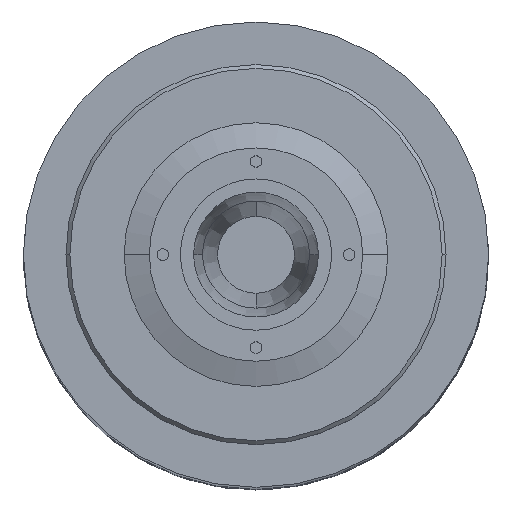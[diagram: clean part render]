
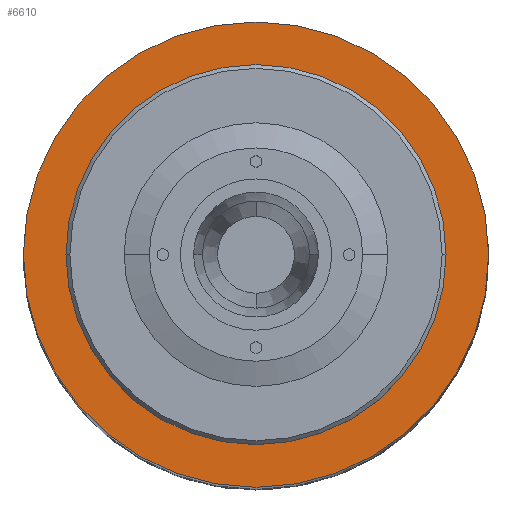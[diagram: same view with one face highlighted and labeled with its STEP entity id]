
A CAD part, top view. The second image highlights one B-rep face of the part: STEP entity #6610.
In plain terms, the highlighted planar face has unit normal (0, 0, 1).
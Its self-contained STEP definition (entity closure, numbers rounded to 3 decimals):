
#122 = DIRECTION ( 'NONE',  ( 1., 0., 0. ) ) ;
#216 = VERTEX_POINT ( 'NONE', #6411 ) ;
#330 = VERTEX_POINT ( 'NONE', #5890 ) ;
#499 = DIRECTION ( 'NONE',  ( 1., 0., 0. ) ) ;
#529 = DIRECTION ( 'NONE',  ( 0., 0., 1. ) ) ;
#809 = FACE_OUTER_BOUND ( 'NONE', #1444, .T. ) ;
#1024 = EDGE_CURVE ( 'NONE', #2807, #216, #2062, .T. ) ;
#1105 = DIRECTION ( 'NONE',  ( 0., 0., 1. ) ) ;
#1297 = ORIENTED_EDGE ( 'NONE', *, *, #4570, .T. ) ;
#1336 = EDGE_LOOP ( 'NONE', ( #6392, #1501 ) ) ;
#1367 = VERTEX_POINT ( 'NONE', #2331 ) ;
#1413 = EDGE_CURVE ( 'NONE', #216, #2807, #2232, .T. ) ;
#1444 = EDGE_LOOP ( 'NONE', ( #4583, #1297 ) ) ;
#1501 = ORIENTED_EDGE ( 'NONE', *, *, #1024, .F. ) ;
#1967 = DIRECTION ( 'NONE',  ( 0., 0., 1. ) ) ;
#2032 = CIRCLE ( 'NONE', #6164, 60. ) ;
#2062 = CIRCLE ( 'NONE', #5656, 13.793 ) ;
#2232 = CIRCLE ( 'NONE', #5798, 13.793 ) ;
#2331 = CARTESIAN_POINT ( 'NONE',  ( -60., 0., 244.5 ) ) ;
#2464 = PLANE ( 'NONE',  #5766 ) ;
#2489 = DIRECTION ( 'NONE',  ( 1., 0., 0. ) ) ;
#2558 = AXIS2_PLACEMENT_3D ( 'NONE', #5457, #1967, #2489 ) ;
#2807 = VERTEX_POINT ( 'NONE', #4269 ) ;
#2837 = CARTESIAN_POINT ( 'NONE',  ( 0., 0., 244.5 ) ) ;
#3042 = DIRECTION ( 'NONE',  ( 0., 0., 1. ) ) ;
#3934 = DIRECTION ( 'NONE',  ( 1., 0., 0. ) ) ;
#4269 = CARTESIAN_POINT ( 'NONE',  ( 0., 13.793, 244.5 ) ) ;
#4310 = EDGE_CURVE ( 'NONE', #1367, #330, #2032, .T. ) ;
#4570 = EDGE_CURVE ( 'NONE', #330, #1367, #5945, .T. ) ;
#4583 = ORIENTED_EDGE ( 'NONE', *, *, #4310, .T. ) ;
#4592 = DIRECTION ( 'NONE',  ( 0., 0., 1. ) ) ;
#4632 = CARTESIAN_POINT ( 'NONE',  ( 0., 0., 244.5 ) ) ;
#4665 = CARTESIAN_POINT ( 'NONE',  ( 0., 0., 244.5 ) ) ;
#5457 = CARTESIAN_POINT ( 'NONE',  ( 0., 0., 244.5 ) ) ;
#5656 = AXIS2_PLACEMENT_3D ( 'NONE', #4665, #4592, #6880 ) ;
#5766 = AXIS2_PLACEMENT_3D ( 'NONE', #6527, #3042, #122 ) ;
#5798 = AXIS2_PLACEMENT_3D ( 'NONE', #2837, #529, #499 ) ;
#5890 = CARTESIAN_POINT ( 'NONE',  ( 60., 0., 244.5 ) ) ;
#5945 = CIRCLE ( 'NONE', #2558, 60. ) ;
#6164 = AXIS2_PLACEMENT_3D ( 'NONE', #4632, #1105, #3934 ) ;
#6392 = ORIENTED_EDGE ( 'NONE', *, *, #1413, .F. ) ;
#6411 = CARTESIAN_POINT ( 'NONE',  ( 0., -13.793, 244.5 ) ) ;
#6527 = CARTESIAN_POINT ( 'NONE',  ( 0., 0., 244.5 ) ) ;
#6610 = ADVANCED_FACE ( 'NONE', ( #7466, #809 ), #2464, .T. ) ;
#6880 = DIRECTION ( 'NONE',  ( 1., 0., 0. ) ) ;
#7466 = FACE_BOUND ( 'NONE', #1336, .T. ) ;
